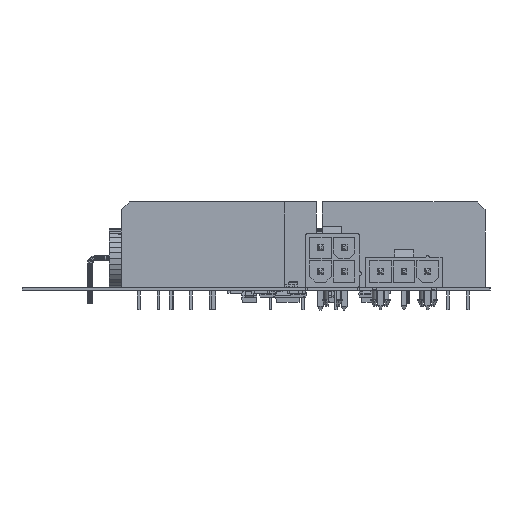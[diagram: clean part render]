
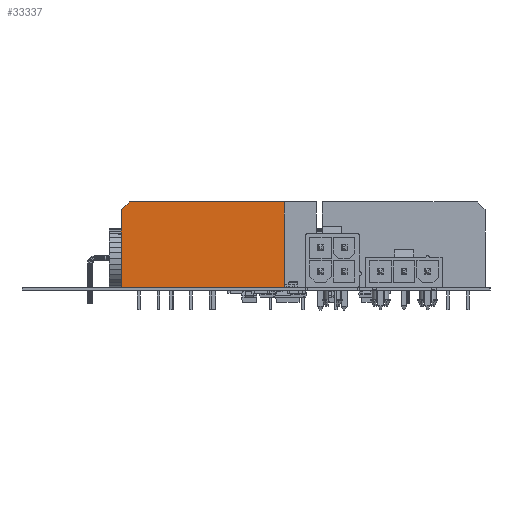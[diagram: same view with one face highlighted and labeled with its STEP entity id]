
A CAD part, left-side view. The second image highlights one B-rep face of the part: STEP entity #33337.
In plain terms, the highlighted face is planar.
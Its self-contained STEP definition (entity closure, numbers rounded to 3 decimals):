
#33132 = VERTEX_POINT('',#33133);
#33133 = CARTESIAN_POINT('',(25.2,15.7,-10.1));
#33139 = EDGE_CURVE('',#33132,#33140,#33142,.T.);
#33140 = VERTEX_POINT('',#33141);
#33141 = CARTESIAN_POINT('',(-2.4,15.7,-10.1));
#33142 = LINE('',#33143,#33144);
#33143 = CARTESIAN_POINT('',(-2.4,15.7,-10.1));
#33144 = VECTOR('',#33145,1.);
#33145 = DIRECTION('',(-1.,0.,0.));
#33295 = VERTEX_POINT('',#33296);
#33296 = CARTESIAN_POINT('',(26.6,14.3,-10.1));
#33302 = EDGE_CURVE('',#33132,#33295,#33303,.T.);
#33303 = LINE('',#33304,#33305);
#33304 = CARTESIAN_POINT('',(25.2,15.7,-10.1));
#33305 = VECTOR('',#33306,1.);
#33306 = DIRECTION('',(0.707,-0.707,0.));
#33318 = VERTEX_POINT('',#33319);
#33319 = CARTESIAN_POINT('',(-2.4,0.4,-10.1));
#33327 = EDGE_CURVE('',#33140,#33318,#33328,.T.);
#33328 = LINE('',#33329,#33330);
#33329 = CARTESIAN_POINT('',(-2.4,15.7,-10.1));
#33330 = VECTOR('',#33331,1.);
#33331 = DIRECTION('',(0.,-1.,0.));
#33337 = ADVANCED_FACE('',(#33338),#33357,.F.);
#33338 = FACE_BOUND('',#33339,.T.);
#33339 = EDGE_LOOP('',(#33340,#33341,#33342,#33350,#33356));
#33340 = ORIENTED_EDGE('',*,*,#33139,.F.);
#33341 = ORIENTED_EDGE('',*,*,#33302,.T.);
#33342 = ORIENTED_EDGE('',*,*,#33343,.T.);
#33343 = EDGE_CURVE('',#33295,#33344,#33346,.T.);
#33344 = VERTEX_POINT('',#33345);
#33345 = CARTESIAN_POINT('',(26.6,0.4,-10.1));
#33346 = LINE('',#33347,#33348);
#33347 = CARTESIAN_POINT('',(26.6,15.7,-10.1));
#33348 = VECTOR('',#33349,1.);
#33349 = DIRECTION('',(0.,-1.,0.));
#33350 = ORIENTED_EDGE('',*,*,#33351,.T.);
#33351 = EDGE_CURVE('',#33344,#33318,#33352,.T.);
#33352 = LINE('',#33353,#33354);
#33353 = CARTESIAN_POINT('',(-2.4,0.4,-10.1));
#33354 = VECTOR('',#33355,1.);
#33355 = DIRECTION('',(-1.,0.,0.));
#33356 = ORIENTED_EDGE('',*,*,#33327,.F.);
#33357 = PLANE('',#33358);
#33358 = AXIS2_PLACEMENT_3D('',#33359,#33360,#33361);
#33359 = CARTESIAN_POINT('',(-2.4,15.7,-10.1));
#33360 = DIRECTION('',(0.,0.,1.));
#33361 = DIRECTION('',(1.,0.,0.));
